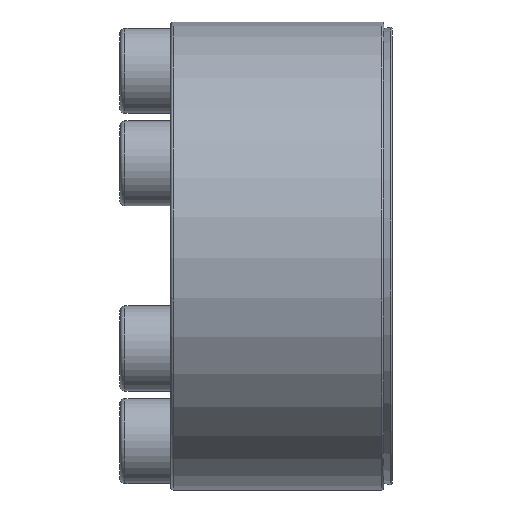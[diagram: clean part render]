
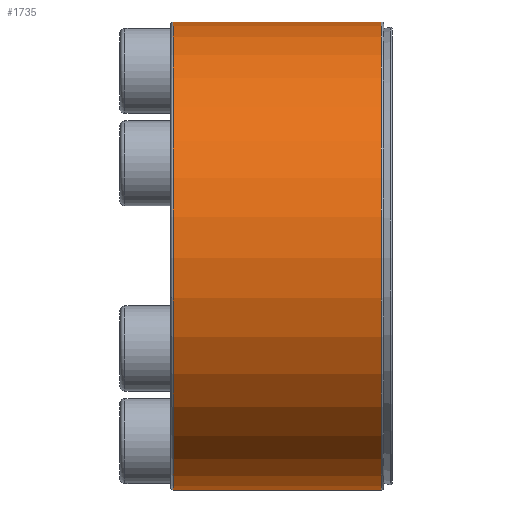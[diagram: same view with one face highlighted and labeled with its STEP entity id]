
A CAD part, front view. The second image highlights one B-rep face of the part: STEP entity #1735.
In plain terms, the highlighted cylindrical face has radius 27.5 mm (diameter 55 mm), a partial arc.
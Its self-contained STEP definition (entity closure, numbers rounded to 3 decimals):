
#184=CYLINDRICAL_SURFACE('',#1922,27.5);
#298=VECTOR('',#2276,1.);
#300=VECTOR('',#2285,1.);
#381=LINE('',#2817,#298);
#383=LINE('',#2840,#300);
#542=VERTEX_POINT('',#2809);
#544=VERTEX_POINT('',#2818);
#547=VERTEX_POINT('',#2839);
#548=VERTEX_POINT('',#2841);
#644=CIRCLE('',#1888,27.5);
#645=CIRCLE('',#1890,27.5);
#857=EDGE_CURVE('',#542,#544,#381,.T.);
#864=EDGE_CURVE('',#547,#548,#383,.T.);
#897=EDGE_CURVE('',#548,#542,#644,.T.);
#898=EDGE_CURVE('',#547,#544,#645,.T.);
#1383=ORIENTED_EDGE('',*,*,#857,.F.);
#1384=ORIENTED_EDGE('',*,*,#897,.F.);
#1385=ORIENTED_EDGE('',*,*,#864,.F.);
#1386=ORIENTED_EDGE('',*,*,#898,.T.);
#1515=EDGE_LOOP('',(#1383,#1384,#1385,#1386));
#1641=FACE_BOUND('',#1515,.T.);
#1735=ADVANCED_FACE('',(#1641),#184,.T.);
#1888=AXIS2_PLACEMENT_3D('',#2810,#2272,#2273);
#1890=AXIS2_PLACEMENT_3D('',#2819,#2277,#2278);
#1922=AXIS2_PLACEMENT_3D('',#2912,#2353,#2354);
#2272=DIRECTION('',(1.,0.,0.));
#2273=DIRECTION('',(0.,0.,-27.5));
#2276=DIRECTION('',(-1.,0.,0.));
#2277=DIRECTION('',(1.,0.,0.));
#2278=DIRECTION('',(0.,0.,-27.5));
#2285=DIRECTION('',(1.,0.,0.));
#2353=DIRECTION('',(1.,0.,0.));
#2354=DIRECTION('',(0.,0.,-27.5));
#2809=CARTESIAN_POINT('',(24.74,0.,-27.5));
#2810=CARTESIAN_POINT('',(24.74,0.,0.));
#2817=CARTESIAN_POINT('',(-1.,0.,-27.5));
#2818=CARTESIAN_POINT('',(0.26,0.,-27.5));
#2819=CARTESIAN_POINT('',(0.26,0.,0.));
#2839=CARTESIAN_POINT('',(0.26,27.494,0.55));
#2840=CARTESIAN_POINT('',(0.26,27.494,0.55));
#2841=CARTESIAN_POINT('',(24.74,27.494,0.55));
#2912=CARTESIAN_POINT('',(26.,0.,0.));
